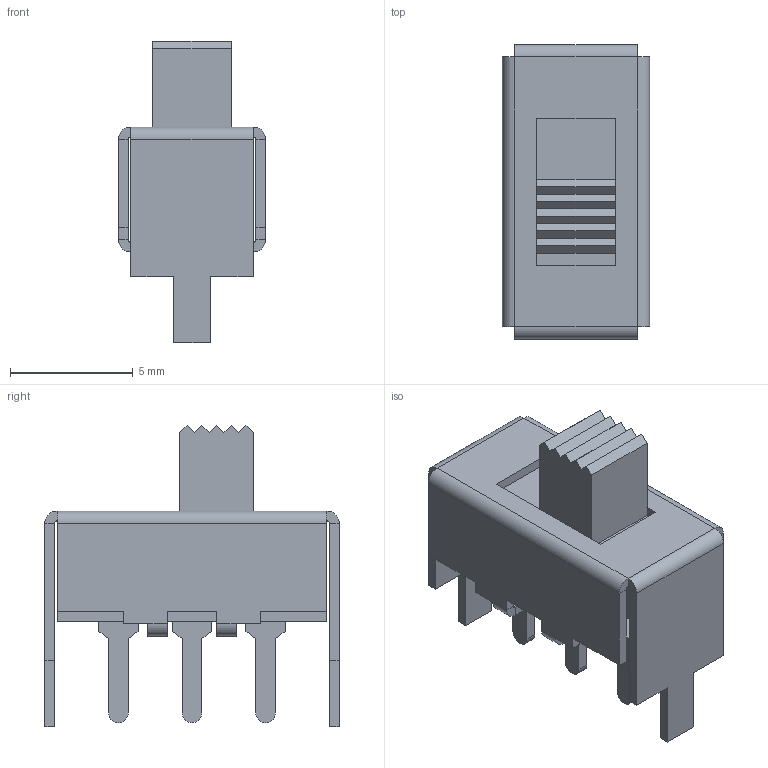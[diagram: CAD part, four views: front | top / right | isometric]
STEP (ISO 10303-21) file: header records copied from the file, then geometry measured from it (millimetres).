
FILE_DESCRIPTION(('STEP AP214'), '1');
FILE_NAME('ss12f44g4', '2023-02-03T10:25:43', (''), (''), 'C3D Converter', 'C3D Toolkit', '');
FILE_SCHEMA(('AUTOMOTIVE_DESIGN { 1 0 10303 214 3 1 1}'));
Length unit declared in the file: millimetre
Bounding box: 6 x 12 x 12.29 mm (x, y, z)
Volume: 256.6 mm3; surface area: 870.9 mm2
Topology: 6 solids, 6 shells, 167 faces, 401 edges, 246 vertices
Faces by surface type: plane 144, cylinder 23
Entity records: 6114 total; most frequent: CARTESIAN_POINT 815, ORIENTED_EDGE 802, DIRECTION 783, EDGE_CURVE 401, LINE 355, VECTOR 355, VERTEX_POINT 246, AXIS2_PLACEMENT_3D 214
